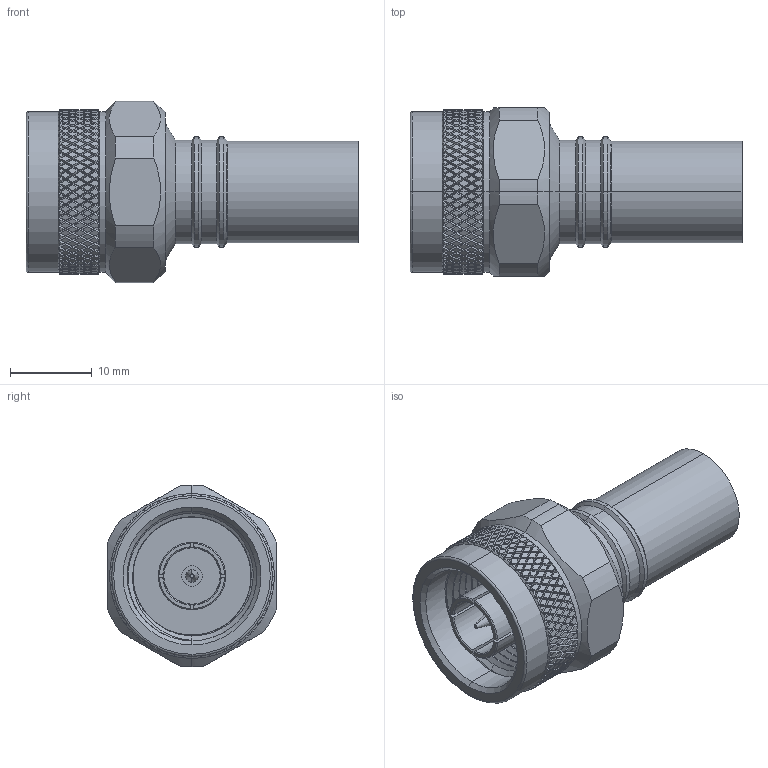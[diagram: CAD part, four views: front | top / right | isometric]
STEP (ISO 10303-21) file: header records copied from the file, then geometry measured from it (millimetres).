
FILE_DESCRIPTION (( 'STEP AP203' ), '1' );
FILE_NAME ('EZ-400-NMH-PL-X.step', '2019-05-09T23:26:09', ( '' ), ( '' ), 'SwSTEP 2.0', 'SolidWorks 2018', '' );
FILE_SCHEMA (( 'CONFIG_CONTROL_DESIGN' ));
Products named in the file (1): EZ-400-NMH-PL-X
Bounding box: 40.66 x 20.62 x 22.24 mm (x, y, z)
Volume: 5817.5 mm3; surface area: 5253.1 mm2
Topology: 2 solids, 2 shells, 2225 faces, 4800 edges, 2586 vertices
Faces by surface type: bspline 1683, cylinder 473, plane 34, cone 33, torus 2
Entity records: 75598 total; most frequent: CARTESIAN_POINT 46036, ORIENTED_EDGE 9600, EDGE_CURVE 4800, VERTEX_POINT 2586, EDGE_LOOP 2234, FACE_OUTER_BOUND 2225, ADVANCED_FACE 2225, B_SPLINE_CURVE_WITH_KNOTS 2077
